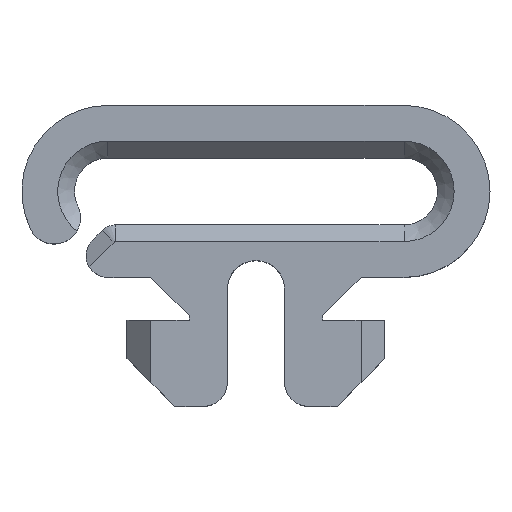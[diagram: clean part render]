
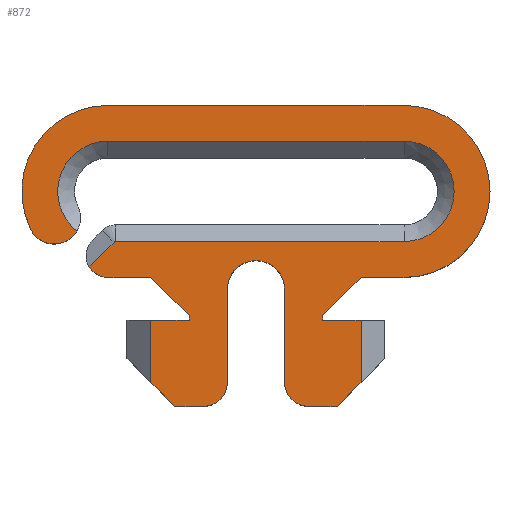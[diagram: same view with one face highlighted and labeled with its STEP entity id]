
A CAD part, top view. The second image highlights one B-rep face of the part: STEP entity #872.
In plain terms, the highlighted planar face has unit normal (0, 0, 1).
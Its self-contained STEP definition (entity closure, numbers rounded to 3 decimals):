
#27=CIRCLE('',#917,2.1);
#30=CIRCLE('',#921,2.1);
#32=CIRCLE('',#925,0.1);
#34=CIRCLE('',#929,0.911);
#41=CIRCLE('',#949,1.1);
#43=CIRCLE('',#953,1.);
#44=CIRCLE('',#954,1.2);
#45=CIRCLE('',#955,1.);
#46=CIRCLE('',#956,3.6);
#47=CIRCLE('',#957,3.6);
#80=FACE_OUTER_BOUND('',#128,.T.);
#128=EDGE_LOOP('',(#651,#652,#653,#654,#655,#656,#657,#658,#659,#660,#661,
#662,#663,#664,#665,#666,#667,#668,#669,#670,#671,#672,#673,#674,#675,#676,
#677,#678,#679,#680));
#155=LINE('',#1247,#253);
#159=LINE('',#1256,#257);
#164=LINE('',#1283,#262);
#189=LINE('',#1367,#287);
#190=LINE('',#1370,#288);
#191=LINE('',#1372,#289);
#192=LINE('',#1374,#290);
#193=LINE('',#1376,#291);
#194=LINE('',#1378,#292);
#195=LINE('',#1380,#293);
#196=LINE('',#1382,#294);
#197=LINE('',#1386,#295);
#198=LINE('',#1390,#296);
#199=LINE('',#1394,#297);
#200=LINE('',#1395,#298);
#201=LINE('',#1397,#299);
#202=LINE('',#1399,#300);
#203=LINE('',#1401,#301);
#204=LINE('',#1403,#302);
#205=LINE('',#1407,#303);
#253=VECTOR('',#995,10.);
#257=VECTOR('',#1001,10.);
#262=VECTOR('',#1020,10.);
#287=VECTOR('',#1103,10.);
#288=VECTOR('',#1106,10.);
#289=VECTOR('',#1107,10.);
#290=VECTOR('',#1108,10.);
#291=VECTOR('',#1109,10.);
#292=VECTOR('',#1110,10.);
#293=VECTOR('',#1111,10.);
#294=VECTOR('',#1112,10.);
#295=VECTOR('',#1115,10.);
#296=VECTOR('',#1118,10.);
#297=VECTOR('',#1121,10.);
#298=VECTOR('',#1122,10.);
#299=VECTOR('',#1123,10.);
#300=VECTOR('',#1124,10.);
#301=VECTOR('',#1125,10.);
#302=VECTOR('',#1126,10.);
#303=VECTOR('',#1129,10.);
#354=VERTEX_POINT('',#1244);
#355=VERTEX_POINT('',#1246);
#358=VERTEX_POINT('',#1253);
#359=VERTEX_POINT('',#1255);
#362=VERTEX_POINT('',#1262);
#364=VERTEX_POINT('',#1268);
#366=VERTEX_POINT('',#1281);
#370=VERTEX_POINT('',#1295);
#383=VERTEX_POINT('',#1354);
#385=VERTEX_POINT('',#1360);
#388=VERTEX_POINT('',#1365);
#389=VERTEX_POINT('',#1369);
#390=VERTEX_POINT('',#1371);
#391=VERTEX_POINT('',#1373);
#392=VERTEX_POINT('',#1375);
#393=VERTEX_POINT('',#1377);
#394=VERTEX_POINT('',#1379);
#395=VERTEX_POINT('',#1381);
#396=VERTEX_POINT('',#1383);
#397=VERTEX_POINT('',#1385);
#398=VERTEX_POINT('',#1387);
#399=VERTEX_POINT('',#1389);
#400=VERTEX_POINT('',#1391);
#401=VERTEX_POINT('',#1393);
#402=VERTEX_POINT('',#1396);
#403=VERTEX_POINT('',#1398);
#404=VERTEX_POINT('',#1400);
#405=VERTEX_POINT('',#1402);
#406=VERTEX_POINT('',#1404);
#407=VERTEX_POINT('',#1406);
#436=EDGE_CURVE('',#354,#355,#155,.T.);
#440=EDGE_CURVE('',#358,#359,#159,.T.);
#444=EDGE_CURVE('',#362,#358,#27,.T.);
#448=EDGE_CURVE('',#359,#364,#30,.T.);
#450=EDGE_CURVE('',#366,#362,#164,.T.);
#453=EDGE_CURVE('',#355,#366,#32,.T.);
#458=EDGE_CURVE('',#354,#370,#34,.T.);
#483=EDGE_CURVE('',#383,#364,#41,.T.);
#489=EDGE_CURVE('',#388,#385,#189,.T.);
#490=EDGE_CURVE('',#370,#389,#190,.T.);
#491=EDGE_CURVE('',#389,#390,#191,.T.);
#492=EDGE_CURVE('',#390,#391,#192,.T.);
#493=EDGE_CURVE('',#391,#392,#193,.T.);
#494=EDGE_CURVE('',#393,#392,#194,.T.);
#495=EDGE_CURVE('',#393,#394,#195,.T.);
#496=EDGE_CURVE('',#394,#395,#196,.T.);
#497=EDGE_CURVE('',#395,#396,#43,.T.);
#498=EDGE_CURVE('',#396,#397,#197,.T.);
#499=EDGE_CURVE('',#397,#398,#44,.T.);
#500=EDGE_CURVE('',#398,#399,#198,.T.);
#501=EDGE_CURVE('',#399,#400,#45,.T.);
#502=EDGE_CURVE('',#400,#401,#199,.T.);
#503=EDGE_CURVE('',#401,#385,#200,.T.);
#504=EDGE_CURVE('',#388,#402,#201,.T.);
#505=EDGE_CURVE('',#402,#403,#202,.T.);
#506=EDGE_CURVE('',#403,#404,#203,.T.);
#507=EDGE_CURVE('',#404,#405,#204,.T.);
#508=EDGE_CURVE('',#405,#406,#46,.T.);
#509=EDGE_CURVE('',#406,#407,#205,.T.);
#510=EDGE_CURVE('',#407,#383,#47,.T.);
#651=ORIENTED_EDGE('',*,*,#436,.F.);
#652=ORIENTED_EDGE('',*,*,#458,.T.);
#653=ORIENTED_EDGE('',*,*,#490,.T.);
#654=ORIENTED_EDGE('',*,*,#491,.T.);
#655=ORIENTED_EDGE('',*,*,#492,.T.);
#656=ORIENTED_EDGE('',*,*,#493,.T.);
#657=ORIENTED_EDGE('',*,*,#494,.F.);
#658=ORIENTED_EDGE('',*,*,#495,.T.);
#659=ORIENTED_EDGE('',*,*,#496,.T.);
#660=ORIENTED_EDGE('',*,*,#497,.T.);
#661=ORIENTED_EDGE('',*,*,#498,.T.);
#662=ORIENTED_EDGE('',*,*,#499,.T.);
#663=ORIENTED_EDGE('',*,*,#500,.T.);
#664=ORIENTED_EDGE('',*,*,#501,.T.);
#665=ORIENTED_EDGE('',*,*,#502,.T.);
#666=ORIENTED_EDGE('',*,*,#503,.T.);
#667=ORIENTED_EDGE('',*,*,#489,.F.);
#668=ORIENTED_EDGE('',*,*,#504,.T.);
#669=ORIENTED_EDGE('',*,*,#505,.T.);
#670=ORIENTED_EDGE('',*,*,#506,.T.);
#671=ORIENTED_EDGE('',*,*,#507,.T.);
#672=ORIENTED_EDGE('',*,*,#508,.T.);
#673=ORIENTED_EDGE('',*,*,#509,.T.);
#674=ORIENTED_EDGE('',*,*,#510,.T.);
#675=ORIENTED_EDGE('',*,*,#483,.T.);
#676=ORIENTED_EDGE('',*,*,#448,.F.);
#677=ORIENTED_EDGE('',*,*,#440,.F.);
#678=ORIENTED_EDGE('',*,*,#444,.F.);
#679=ORIENTED_EDGE('',*,*,#450,.F.);
#680=ORIENTED_EDGE('',*,*,#453,.F.);
#829=PLANE('',#952);
#872=ADVANCED_FACE('',(#80),#829,.T.);
#917=AXIS2_PLACEMENT_3D('',#1264,#1007,#1008);
#921=AXIS2_PLACEMENT_3D('',#1278,#1015,#1016);
#925=AXIS2_PLACEMENT_3D('',#1287,#1026,#1027);
#929=AXIS2_PLACEMENT_3D('',#1297,#1036,#1037);
#949=AXIS2_PLACEMENT_3D('',#1355,#1093,#1094);
#952=AXIS2_PLACEMENT_3D('',#1368,#1104,#1105);
#953=AXIS2_PLACEMENT_3D('',#1384,#1113,#1114);
#954=AXIS2_PLACEMENT_3D('',#1388,#1116,#1117);
#955=AXIS2_PLACEMENT_3D('',#1392,#1119,#1120);
#956=AXIS2_PLACEMENT_3D('',#1405,#1127,#1128);
#957=AXIS2_PLACEMENT_3D('',#1408,#1130,#1131);
#995=DIRECTION('',(0.707,0.707,0.));
#1001=DIRECTION('',(-1.,0.,0.));
#1007=DIRECTION('center_axis',(0.,0.,1.));
#1008=DIRECTION('ref_axis',(0.,-1.,0.));
#1015=DIRECTION('center_axis',(0.,0.,1.));
#1016=DIRECTION('ref_axis',(0.,1.,0.));
#1020=DIRECTION('',(1.,0.,0.));
#1026=DIRECTION('center_axis',(0.,0.,-1.));
#1027=DIRECTION('ref_axis',(-0.383,0.924,0.));
#1036=DIRECTION('center_axis',(0.,0.,1.));
#1037=DIRECTION('ref_axis',(-0.707,0.707,0.));
#1093=DIRECTION('center_axis',(0.,0.,1.));
#1094=DIRECTION('ref_axis',(-0.898,-0.44,0.));
#1103=DIRECTION('',(0.,-1.,0.));
#1104=DIRECTION('center_axis',(0.,0.,1.));
#1105=DIRECTION('ref_axis',(1.,0.,0.));
#1106=DIRECTION('',(1.,0.,0.));
#1107=DIRECTION('',(0.707,-0.707,0.));
#1108=DIRECTION('',(0.,-1.,0.));
#1109=DIRECTION('',(-1.,0.,0.));
#1110=DIRECTION('',(0.,1.,0.));
#1111=DIRECTION('',(0.707,-0.707,0.));
#1112=DIRECTION('',(1.,0.,0.));
#1113=DIRECTION('center_axis',(0.,0.,1.));
#1114=DIRECTION('ref_axis',(0.,-1.,0.));
#1115=DIRECTION('',(0.,1.,0.));
#1116=DIRECTION('center_axis',(0.,0.,-1.));
#1117=DIRECTION('ref_axis',(0.,1.,0.));
#1118=DIRECTION('',(0.,-1.,0.));
#1119=DIRECTION('center_axis',(0.,0.,1.));
#1120=DIRECTION('ref_axis',(-1.,0.,0.));
#1121=DIRECTION('',(1.,0.,0.));
#1122=DIRECTION('',(0.707,0.707,0.));
#1123=DIRECTION('',(-1.,0.,0.));
#1124=DIRECTION('',(0.,1.,0.));
#1125=DIRECTION('',(0.707,0.707,0.));
#1126=DIRECTION('',(1.,0.,0.));
#1127=DIRECTION('center_axis',(0.,0.,1.));
#1128=DIRECTION('ref_axis',(0.,-1.,0.));
#1129=DIRECTION('',(-1.,0.,0.));
#1130=DIRECTION('center_axis',(0.,0.,1.));
#1131=DIRECTION('ref_axis',(0.,1.,0.));
#1244=CARTESIAN_POINT('',(-6.976,5.834,5.));
#1246=CARTESIAN_POINT('',(-5.939,6.871,5.));
#1247=CARTESIAN_POINT('',(-4.48,8.33,5.));
#1253=CARTESIAN_POINT('',(6.2,11.1,5.));
#1255=CARTESIAN_POINT('',(-6.2,11.1,5.));
#1256=CARTESIAN_POINT('',(-3.1,11.1,5.));
#1262=CARTESIAN_POINT('',(6.2,6.9,5.));
#1264=CARTESIAN_POINT('Origin',(6.2,9.,5.));
#1268=CARTESIAN_POINT('',(-7.494,7.346,5.));
#1278=CARTESIAN_POINT('Origin',(-6.2,9.,5.));
#1281=CARTESIAN_POINT('',(-5.869,6.9,5.));
#1283=CARTESIAN_POINT('',(3.1,6.9,5.));
#1287=CARTESIAN_POINT('Origin',(-5.869,6.8,5.));
#1295=CARTESIAN_POINT('',(-6.2,5.4,5.));
#1297=CARTESIAN_POINT('Origin',(-6.2,6.311,5.));
#1354=CARTESIAN_POINT('',(-9.433,7.416,5.));
#1355=CARTESIAN_POINT('Origin',(-8.445,7.9,5.));
#1360=CARTESIAN_POINT('',(4.4,1.,5.));
#1365=CARTESIAN_POINT('',(4.4,3.6,5.));
#1367=CARTESIAN_POINT('',(4.4,4.15,5.));
#1368=CARTESIAN_POINT('Origin',(0.,6.3,
5.));
#1369=CARTESIAN_POINT('',(-4.4,5.4,5.));
#1370=CARTESIAN_POINT('',(-4.4,5.4,5.));
#1371=CARTESIAN_POINT('',(-2.8,3.8,5.));
#1372=CARTESIAN_POINT('',(-2.8,3.8,5.));
#1373=CARTESIAN_POINT('',(-2.8,3.6,5.));
#1374=CARTESIAN_POINT('',(-2.8,3.8,5.));
#1375=CARTESIAN_POINT('',(-4.4,3.6,5.));
#1376=CARTESIAN_POINT('',(-5.4,3.6,5.));
#1377=CARTESIAN_POINT('',(-4.4,1.,5.));
#1378=CARTESIAN_POINT('',(-4.4,4.95,5.));
#1379=CARTESIAN_POINT('',(-3.4,0.,5.));
#1380=CARTESIAN_POINT('',(-3.4,0.,5.));
#1381=CARTESIAN_POINT('',(-2.2,0.,5.));
#1382=CARTESIAN_POINT('',(-3.4,0.,5.));
#1383=CARTESIAN_POINT('',(-1.2,1.,5.));
#1384=CARTESIAN_POINT('Origin',(-2.2,1.,5.));
#1385=CARTESIAN_POINT('',(-1.2,4.9,5.));
#1386=CARTESIAN_POINT('',(-1.2,1.,5.));
#1387=CARTESIAN_POINT('',(1.2,4.9,5.));
#1388=CARTESIAN_POINT('Origin',(0.,4.9,5.));
#1389=CARTESIAN_POINT('',(1.2,1.,5.));
#1390=CARTESIAN_POINT('',(1.2,1.,5.));
#1391=CARTESIAN_POINT('',(2.2,0.,5.));
#1392=CARTESIAN_POINT('Origin',(2.2,1.,5.));
#1393=CARTESIAN_POINT('',(3.4,0.,5.));
#1394=CARTESIAN_POINT('',(3.4,0.,5.));
#1395=CARTESIAN_POINT('',(3.4,0.,5.));
#1396=CARTESIAN_POINT('',(2.8,3.6,5.));
#1397=CARTESIAN_POINT('',(5.4,3.6,5.));
#1398=CARTESIAN_POINT('',(2.8,3.8,5.));
#1399=CARTESIAN_POINT('',(2.8,3.8,5.));
#1400=CARTESIAN_POINT('',(4.4,5.4,5.));
#1401=CARTESIAN_POINT('',(2.8,3.8,5.));
#1402=CARTESIAN_POINT('',(6.2,5.4,5.));
#1403=CARTESIAN_POINT('',(4.4,5.4,5.));
#1404=CARTESIAN_POINT('',(6.2,12.6,5.));
#1405=CARTESIAN_POINT('Origin',(6.2,9.,5.));
#1406=CARTESIAN_POINT('',(-6.2,12.6,5.));
#1407=CARTESIAN_POINT('',(6.2,12.6,5.));
#1408=CARTESIAN_POINT('Origin',(-6.2,9.,5.));
